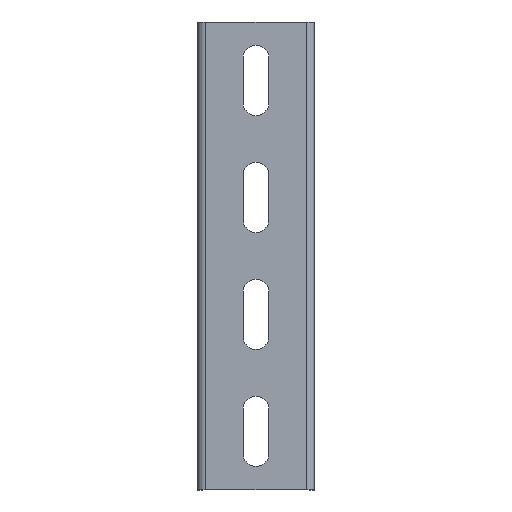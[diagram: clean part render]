
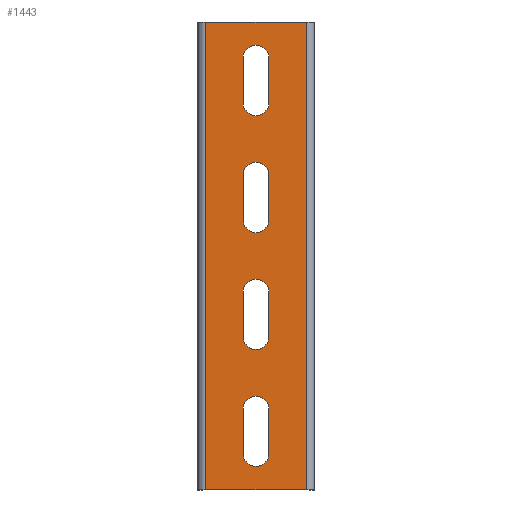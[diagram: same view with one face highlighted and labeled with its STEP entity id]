
A CAD part, top view. The second image highlights one B-rep face of the part: STEP entity #1443.
In plain terms, the highlighted planar face has unit normal (0, 0, 1).
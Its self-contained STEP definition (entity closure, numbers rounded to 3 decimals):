
#10=DIRECTION('',(1.,0.,0.));
#11=VECTOR('',#10,43.);
#12=CARTESIAN_POINT('',(-21.5,0.,0.));
#13=LINE('',#12,#11);
#449=DIRECTION('',(0.,1.,0.));
#450=VECTOR('',#449,200.);
#451=CARTESIAN_POINT('',(21.5,0.,0.));
#452=LINE('',#451,#450);
#453=DIRECTION('',(0.,1.,0.));
#454=VECTOR('',#453,200.);
#455=CARTESIAN_POINT('',(-21.5,0.,0.));
#456=LINE('',#455,#454);
#457=CARTESIAN_POINT('',(0.,15.5,0.));
#458=DIRECTION('',(0.,0.,1.));
#459=DIRECTION('',(-1.,0.,0.));
#460=AXIS2_PLACEMENT_3D('',#457,#458,#459);
#462=DIRECTION('',(0.,1.,0.));
#463=VECTOR('',#462,19.);
#464=CARTESIAN_POINT('',(5.5,15.5,0.));
#465=LINE('',#464,#463);
#466=CARTESIAN_POINT('',(0.,34.5,0.));
#467=DIRECTION('',(0.,0.,1.));
#468=DIRECTION('',(1.,0.,0.));
#469=AXIS2_PLACEMENT_3D('',#466,#467,#468);
#471=DIRECTION('',(0.,-1.,0.));
#472=VECTOR('',#471,19.);
#473=CARTESIAN_POINT('',(-5.5,34.5,0.));
#474=LINE('',#473,#472);
#475=CARTESIAN_POINT('',(0.,65.5,0.));
#476=DIRECTION('',(0.,0.,1.));
#477=DIRECTION('',(-1.,0.,0.));
#478=AXIS2_PLACEMENT_3D('',#475,#476,#477);
#480=DIRECTION('',(0.,1.,0.));
#481=VECTOR('',#480,19.);
#482=CARTESIAN_POINT('',(5.5,65.5,0.));
#483=LINE('',#482,#481);
#484=CARTESIAN_POINT('',(0.,84.5,0.));
#485=DIRECTION('',(0.,0.,1.));
#486=DIRECTION('',(1.,0.,0.));
#487=AXIS2_PLACEMENT_3D('',#484,#485,#486);
#489=DIRECTION('',(0.,-1.,0.));
#490=VECTOR('',#489,19.);
#491=CARTESIAN_POINT('',(-5.5,84.5,0.));
#492=LINE('',#491,#490);
#493=CARTESIAN_POINT('',(0.,115.5,0.));
#494=DIRECTION('',(0.,0.,1.));
#495=DIRECTION('',(-1.,0.,0.));
#496=AXIS2_PLACEMENT_3D('',#493,#494,#495);
#498=DIRECTION('',(0.,1.,0.));
#499=VECTOR('',#498,19.);
#500=CARTESIAN_POINT('',(5.5,115.5,0.));
#501=LINE('',#500,#499);
#502=CARTESIAN_POINT('',(0.,134.5,0.));
#503=DIRECTION('',(0.,0.,1.));
#504=DIRECTION('',(1.,0.,0.));
#505=AXIS2_PLACEMENT_3D('',#502,#503,#504);
#507=DIRECTION('',(0.,-1.,0.));
#508=VECTOR('',#507,19.);
#509=CARTESIAN_POINT('',(-5.5,134.5,0.));
#510=LINE('',#509,#508);
#511=CARTESIAN_POINT('',(0.,165.5,0.));
#512=DIRECTION('',(0.,0.,1.));
#513=DIRECTION('',(-1.,0.,0.));
#514=AXIS2_PLACEMENT_3D('',#511,#512,#513);
#516=DIRECTION('',(0.,1.,0.));
#517=VECTOR('',#516,19.);
#518=CARTESIAN_POINT('',(5.5,165.5,0.));
#519=LINE('',#518,#517);
#520=CARTESIAN_POINT('',(0.,184.5,0.));
#521=DIRECTION('',(0.,0.,1.));
#522=DIRECTION('',(1.,0.,0.));
#523=AXIS2_PLACEMENT_3D('',#520,#521,#522);
#525=DIRECTION('',(0.,-1.,0.));
#526=VECTOR('',#525,19.);
#527=CARTESIAN_POINT('',(-5.5,184.5,0.));
#528=LINE('',#527,#526);
#576=DIRECTION('',(1.,0.,0.));
#577=VECTOR('',#576,43.);
#578=CARTESIAN_POINT('',(-21.5,200.,0.));
#579=LINE('',#578,#577);
#781=CARTESIAN_POINT('',(-21.5,0.,0.));
#782=VERTEX_POINT('',#781);
#783=CARTESIAN_POINT('',(21.5,0.,0.));
#784=VERTEX_POINT('',#783);
#805=CARTESIAN_POINT('',(-21.5,200.,0.));
#806=VERTEX_POINT('',#805);
#807=CARTESIAN_POINT('',(21.5,200.,0.));
#808=VERTEX_POINT('',#807);
#857=CARTESIAN_POINT('',(-5.5,15.5,0.));
#858=CARTESIAN_POINT('',(5.5,15.5,0.));
#859=VERTEX_POINT('',#857);
#860=VERTEX_POINT('',#858);
#861=CARTESIAN_POINT('',(5.5,34.5,0.));
#862=VERTEX_POINT('',#861);
#863=CARTESIAN_POINT('',(-5.5,34.5,0.));
#864=VERTEX_POINT('',#863);
#905=CARTESIAN_POINT('',(-5.5,65.5,0.));
#907=VERTEX_POINT('',#905);
#909=CARTESIAN_POINT('',(5.5,65.5,0.));
#911=VERTEX_POINT('',#909);
#913=CARTESIAN_POINT('',(5.5,84.5,0.));
#915=VERTEX_POINT('',#913);
#917=CARTESIAN_POINT('',(-5.5,84.5,0.));
#919=VERTEX_POINT('',#917);
#953=CARTESIAN_POINT('',(-5.5,115.5,0.));
#955=VERTEX_POINT('',#953);
#957=CARTESIAN_POINT('',(5.5,115.5,0.));
#959=VERTEX_POINT('',#957);
#961=CARTESIAN_POINT('',(5.5,134.5,0.));
#963=VERTEX_POINT('',#961);
#965=CARTESIAN_POINT('',(-5.5,134.5,0.));
#967=VERTEX_POINT('',#965);
#1001=CARTESIAN_POINT('',(-5.5,165.5,0.));
#1003=VERTEX_POINT('',#1001);
#1005=CARTESIAN_POINT('',(5.5,165.5,0.));
#1007=VERTEX_POINT('',#1005);
#1009=CARTESIAN_POINT('',(5.5,184.5,0.));
#1011=VERTEX_POINT('',#1009);
#1013=CARTESIAN_POINT('',(-5.5,184.5,0.));
#1015=VERTEX_POINT('',#1013);
#1390=CARTESIAN_POINT('',(-21.5,0.,0.));
#1391=DIRECTION('',(0.,0.,1.));
#1392=DIRECTION('',(1.,0.,0.));
#1393=AXIS2_PLACEMENT_3D('',#1390,#1391,#1392);
#1394=PLANE('',#1393);
#1395=ORIENTED_EDGE('',*,*,#1026,.F.);
#1397=ORIENTED_EDGE('',*,*,#1396,.T.);
#1399=ORIENTED_EDGE('',*,*,#1398,.T.);
#1400=ORIENTED_EDGE('',*,*,#1382,.F.);
#1401=EDGE_LOOP('',(#1395,#1397,#1399,#1400));
#1402=FACE_OUTER_BOUND('',#1401,.F.);
#1404=ORIENTED_EDGE('',*,*,#1403,.T.);
#1406=ORIENTED_EDGE('',*,*,#1405,.T.);
#1408=ORIENTED_EDGE('',*,*,#1407,.T.);
#1410=ORIENTED_EDGE('',*,*,#1409,.T.);
#1411=EDGE_LOOP('',(#1404,#1406,#1408,#1410));
#1412=FACE_BOUND('',#1411,.F.);
#1414=ORIENTED_EDGE('',*,*,#1413,.T.);
#1416=ORIENTED_EDGE('',*,*,#1415,.T.);
#1418=ORIENTED_EDGE('',*,*,#1417,.T.);
#1420=ORIENTED_EDGE('',*,*,#1419,.T.);
#1421=EDGE_LOOP('',(#1414,#1416,#1418,#1420));
#1422=FACE_BOUND('',#1421,.F.);
#1424=ORIENTED_EDGE('',*,*,#1423,.T.);
#1426=ORIENTED_EDGE('',*,*,#1425,.T.);
#1428=ORIENTED_EDGE('',*,*,#1427,.T.);
#1430=ORIENTED_EDGE('',*,*,#1429,.T.);
#1431=EDGE_LOOP('',(#1424,#1426,#1428,#1430));
#1432=FACE_BOUND('',#1431,.F.);
#1434=ORIENTED_EDGE('',*,*,#1433,.T.);
#1436=ORIENTED_EDGE('',*,*,#1435,.T.);
#1438=ORIENTED_EDGE('',*,*,#1437,.T.);
#1440=ORIENTED_EDGE('',*,*,#1439,.T.);
#1441=EDGE_LOOP('',(#1434,#1436,#1438,#1440));
#1442=FACE_BOUND('',#1441,.F.);
#1443=ADVANCED_FACE('',(#1402,#1412,#1422,#1432,#1442),#1394,.T.);
#461=CIRCLE('',#460,5.5);
#470=CIRCLE('',#469,5.5);
#479=CIRCLE('',#478,5.5);
#488=CIRCLE('',#487,5.5);
#497=CIRCLE('',#496,5.5);
#506=CIRCLE('',#505,5.5);
#515=CIRCLE('',#514,5.5);
#524=CIRCLE('',#523,5.5);
#1026=EDGE_CURVE('',#782,#784,#13,.T.);
#1382=EDGE_CURVE('',#784,#808,#452,.T.);
#1396=EDGE_CURVE('',#782,#806,#456,.T.);
#1398=EDGE_CURVE('',#806,#808,#579,.T.);
#1403=EDGE_CURVE('',#859,#860,#461,.T.);
#1405=EDGE_CURVE('',#860,#862,#465,.T.);
#1407=EDGE_CURVE('',#862,#864,#470,.T.);
#1409=EDGE_CURVE('',#864,#859,#474,.T.);
#1413=EDGE_CURVE('',#907,#911,#479,.T.);
#1415=EDGE_CURVE('',#911,#915,#483,.T.);
#1417=EDGE_CURVE('',#915,#919,#488,.T.);
#1419=EDGE_CURVE('',#919,#907,#492,.T.);
#1423=EDGE_CURVE('',#955,#959,#497,.T.);
#1425=EDGE_CURVE('',#959,#963,#501,.T.);
#1427=EDGE_CURVE('',#963,#967,#506,.T.);
#1429=EDGE_CURVE('',#967,#955,#510,.T.);
#1433=EDGE_CURVE('',#1003,#1007,#515,.T.);
#1435=EDGE_CURVE('',#1007,#1011,#519,.T.);
#1437=EDGE_CURVE('',#1011,#1015,#524,.T.);
#1439=EDGE_CURVE('',#1015,#1003,#528,.T.);
